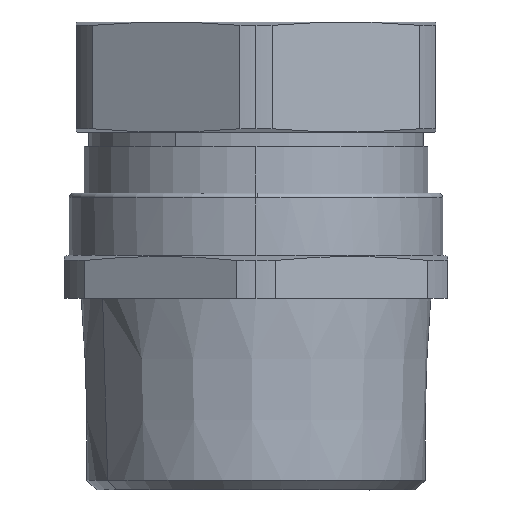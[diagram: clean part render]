
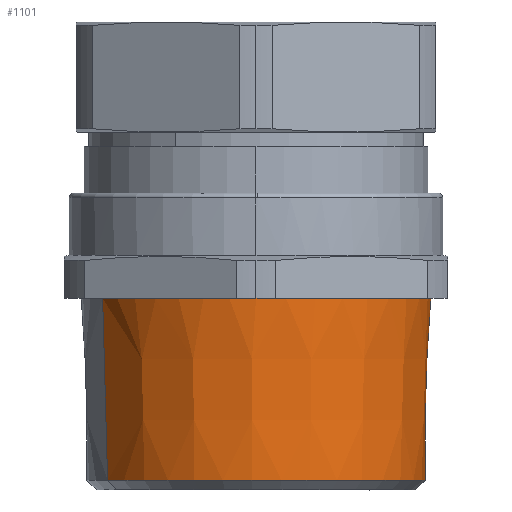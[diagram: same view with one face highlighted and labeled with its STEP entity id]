
A CAD part, front view. The second image highlights one B-rep face of the part: STEP entity #1101.
In plain terms, the highlighted conical face has half-angle 1.78 degrees and reference radius 35.257 mm.
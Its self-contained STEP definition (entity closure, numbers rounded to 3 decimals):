
#967=AXIS2_PLACEMENT_3D('Circle Axis2P3D',#965,#966,$) ;
#1080=AXIS2_PLACEMENT_3D('Cone Axis2P3D',#1077,#1078,#1079) ;
#1084=AXIS2_PLACEMENT_3D('Circle Axis2P3D',#1082,#1083,$) ;
#1091=AXIS2_PLACEMENT_3D('Circle Axis2P3D',#1089,#1090,$) ;
#921=CARTESIAN_POINT('Vertex',(9.005,27.067,1.999)) ;
#945=CARTESIAN_POINT('Vertex',(70.995,60.933,1.999)) ;
#965=CARTESIAN_POINT('Axis2P3D Location',(40.,44.,1.999)) ;
#1042=CARTESIAN_POINT('Line Origine',(-13605.145,-7410.377,499191.478)) ;
#1046=CARTESIAN_POINT('Vertex',(7.968,26.501,40.)) ;
#1060=CARTESIAN_POINT('Vertex',(72.032,61.499,40.)) ;
#1063=CARTESIAN_POINT('Line Origine',(13685.145,7498.377,499191.478)) ;
#1077=CARTESIAN_POINT('Axis2P3D Location',(40.,44.,0.)) ;
#1082=CARTESIAN_POINT('Axis2P3D Location',(40.,44.,40.)) ;
#1086=CARTESIAN_POINT('Vertex',(40.,7.5,40.)) ;
#1089=CARTESIAN_POINT('Axis2P3D Location',(40.,44.,40.)) ;
#966=DIRECTION('Axis2P3D Direction',(0.,0.,1.)) ;
#1043=DIRECTION('Vector Direction',(-0.027,-0.015,1.)) ;
#1064=DIRECTION('Vector Direction',(0.027,0.015,1.)) ;
#1078=DIRECTION('Axis2P3D Direction',(0.,0.,1.)) ;
#1079=DIRECTION('Axis2P3D XDirection',(-0.878,-0.479,0.)) ;
#1083=DIRECTION('Axis2P3D Direction',(0.,0.,1.)) ;
#1090=DIRECTION('Axis2P3D Direction',(0.,0.,1.)) ;
#1044=VECTOR('Line Direction',#1043,1.) ;
#1065=VECTOR('Line Direction',#1064,1.) ;
#1095=ORIENTED_EDGE('',*,*,#1067,.T.) ;
#1096=ORIENTED_EDGE('',*,*,#1088,.T.) ;
#1097=ORIENTED_EDGE('',*,*,#1093,.T.) ;
#1098=ORIENTED_EDGE('',*,*,#1048,.F.) ;
#1099=ORIENTED_EDGE('',*,*,#969,.T.) ;
#1101=ADVANCED_FACE('PartBody',(#1100),#1081,.T.) ;
#968=CIRCLE('generated circle',#967,35.319) ;
#1085=CIRCLE('generated circle',#1084,36.5) ;
#1092=CIRCLE('generated circle',#1091,36.5) ;
#1081=CONICAL_SURFACE('Cone',#1080,35.257,0.031) ;
#969=EDGE_CURVE('',#922,#946,#968,.T.) ;
#1048=EDGE_CURVE('',#922,#1047,#1045,.T.) ;
#1067=EDGE_CURVE('',#946,#1061,#1066,.T.) ;
#1088=EDGE_CURVE('',#1061,#1087,#1085,.F.) ;
#1093=EDGE_CURVE('',#1087,#1047,#1092,.F.) ;
#1094=EDGE_LOOP('',(#1095,#1096,#1097,#1098,#1099)) ;
#1100=FACE_OUTER_BOUND('',#1094,.T.) ;
#1045=LINE('Line',#1042,#1044) ;
#1066=LINE('Line',#1063,#1065) ;
#922=VERTEX_POINT('',#921) ;
#946=VERTEX_POINT('',#945) ;
#1047=VERTEX_POINT('',#1046) ;
#1061=VERTEX_POINT('',#1060) ;
#1087=VERTEX_POINT('',#1086) ;
